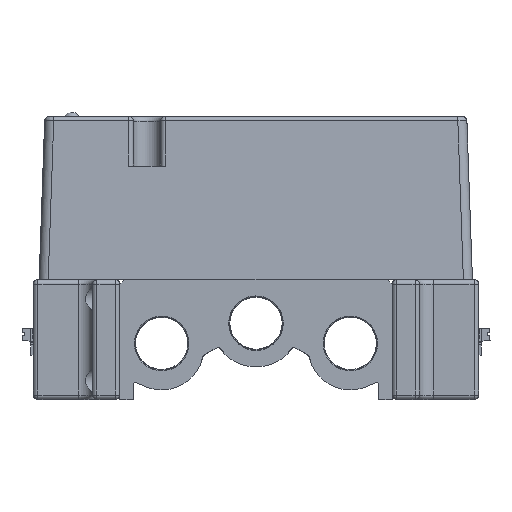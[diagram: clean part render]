
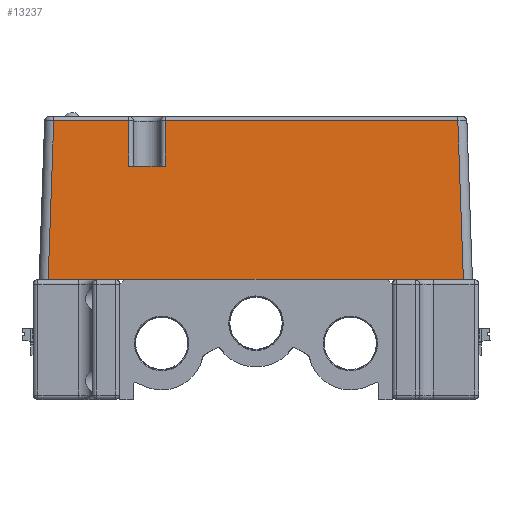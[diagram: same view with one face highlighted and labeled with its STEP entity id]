
A CAD part, front view. The second image highlights one B-rep face of the part: STEP entity #13237.
In plain terms, the highlighted planar face has unit normal (0, -0.999, 0.035).
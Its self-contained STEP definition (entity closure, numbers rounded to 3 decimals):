
#4747=FACE_OUTER_BOUND('',#29478,.T.);
#13237=ADVANCED_FACE('',(#4747),#21230,.T.);
#21230=PLANE('',#167174);
#29478=EDGE_LOOP('',(#86108,#86109,#86110,#86111,#86112,#86113,#86114,#86115,
#86116,#86117));
#36463=LINE('',#219799,#55517);
#36610=LINE('',#220134,#55664);
#41331=LINE('',#232910,#60385);
#41332=LINE('',#232913,#60386);
#41333=LINE('',#232915,#60387);
#41334=LINE('',#232917,#60388);
#41335=LINE('',#232919,#60389);
#41336=LINE('',#232921,#60390);
#41337=LINE('',#232923,#60391);
#41338=LINE('',#232924,#60392);
#55517=VECTOR('',#176456,1.);
#55664=VECTOR('',#176709,1.);
#60385=VECTOR('',#187072,1.);
#60386=VECTOR('',#187073,1.);
#60387=VECTOR('',#187074,1.);
#60388=VECTOR('',#187075,1.);
#60389=VECTOR('',#187076,1.);
#60390=VECTOR('',#187077,1.);
#60391=VECTOR('',#187078,1.);
#60392=VECTOR('',#187079,1.);
#86108=ORIENTED_EDGE('',*,*,#143201,.T.);
#86109=ORIENTED_EDGE('',*,*,#143202,.T.);
#86110=ORIENTED_EDGE('',*,*,#143203,.T.);
#86111=ORIENTED_EDGE('',*,*,#143204,.F.);
#86112=ORIENTED_EDGE('',*,*,#143205,.T.);
#86113=ORIENTED_EDGE('',*,*,#143206,.T.);
#86114=ORIENTED_EDGE('',*,*,#143207,.T.);
#86115=ORIENTED_EDGE('',*,*,#137468,.T.);
#86116=ORIENTED_EDGE('',*,*,#137303,.T.);
#86117=ORIENTED_EDGE('',*,*,#143208,.T.);
#121977=VERTEX_POINT('',#219798);
#121978=VERTEX_POINT('',#219800);
#122113=VERTEX_POINT('',#220135);
#125845=VERTEX_POINT('',#232911);
#125846=VERTEX_POINT('',#232912);
#125847=VERTEX_POINT('',#232914);
#125848=VERTEX_POINT('',#232916);
#125849=VERTEX_POINT('',#232918);
#125850=VERTEX_POINT('',#232920);
#125851=VERTEX_POINT('',#232922);
#137303=EDGE_CURVE('',#121978,#121977,#36463,.T.);
#137468=EDGE_CURVE('',#122113,#121978,#36610,.T.);
#143201=EDGE_CURVE('',#125845,#125846,#41331,.T.);
#143202=EDGE_CURVE('',#125846,#125847,#41332,.T.);
#143203=EDGE_CURVE('',#125847,#125848,#41333,.T.);
#143204=EDGE_CURVE('',#125849,#125848,#41334,.T.);
#143205=EDGE_CURVE('',#125849,#125850,#41335,.T.);
#143206=EDGE_CURVE('',#125850,#125851,#41336,.T.);
#143207=EDGE_CURVE('',#125851,#122113,#41337,.T.);
#143208=EDGE_CURVE('',#121977,#125845,#41338,.T.);
#167174=AXIS2_PLACEMENT_3D('',#232925,#187080,#187081);
#176456=DIRECTION('',(1.,0.,0.));
#176709=DIRECTION('',(1.,0.,0.));
#187072=DIRECTION('',(-0.035,0.035,0.999));
#187073=DIRECTION('',(-1.,0.,0.));
#187074=DIRECTION('',(0.,-0.035,-0.999));
#187075=DIRECTION('',(1.,0.,0.));
#187076=DIRECTION('',(0.,0.035,0.999));
#187077=DIRECTION('',(-1.,0.,0.));
#187078=DIRECTION('',(-0.035,-0.035,-0.999));
#187079=DIRECTION('',(1.,0.,0.));
#187080=DIRECTION('',(0.,-0.999,0.035));
#187081=DIRECTION('',(0.,0.035,0.999));
#219798=CARTESIAN_POINT('',(931.05,-616.827,-0.06));
#219799=CARTESIAN_POINT('',(930.05,-616.827,-0.06));
#219800=CARTESIAN_POINT('',(869.05,-616.827,-0.06));
#220134=CARTESIAN_POINT('',(930.05,-616.827,-0.06));
#220135=CARTESIAN_POINT('',(854.313,-616.827,-0.06));
#232910=CARTESIAN_POINT('',(945.944,-617.084,-7.423));
#232911=CARTESIAN_POINT('',(945.687,-616.827,-0.06));
#232912=CARTESIAN_POINT('',(944.467,-615.607,34.875));
#232913=CARTESIAN_POINT('',(880.05,-615.607,34.875));
#232914=CARTESIAN_POINT('',(880.05,-615.607,34.875));
#232915=CARTESIAN_POINT('',(880.05,-615.954,24.94));
#232916=CARTESIAN_POINT('',(880.05,-615.954,24.94));
#232917=CARTESIAN_POINT('',(876.05,-615.954,24.94));
#232918=CARTESIAN_POINT('',(872.05,-615.954,24.94));
#232919=CARTESIAN_POINT('',(872.05,-615.607,34.875));
#232920=CARTESIAN_POINT('',(872.05,-615.607,34.875));
#232921=CARTESIAN_POINT('',(854.567,-615.607,34.875));
#232922=CARTESIAN_POINT('',(855.533,-615.607,34.875));
#232923=CARTESIAN_POINT('',(854.056,-617.084,-7.423));
#232924=CARTESIAN_POINT('',(930.05,-616.827,-0.06));
#232925=CARTESIAN_POINT('',(900.,-617.141,-9.06));
